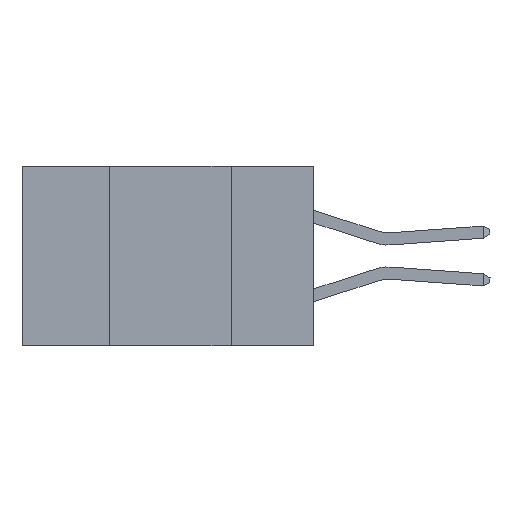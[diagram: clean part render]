
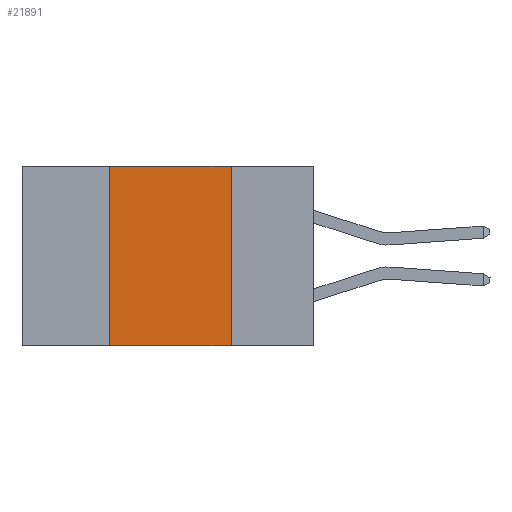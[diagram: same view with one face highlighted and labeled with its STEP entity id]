
A CAD part, left-side view. The second image highlights one B-rep face of the part: STEP entity #21891.
In plain terms, the highlighted planar face has unit normal (-1, 0, 0).
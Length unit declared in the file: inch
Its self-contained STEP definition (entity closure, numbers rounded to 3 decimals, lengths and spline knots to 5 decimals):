
#66 = CARTESIAN_POINT ( 'NONE',  ( 0., 0.42, 0. ) ) ;
#1303 = CARTESIAN_POINT ( 'NONE',  ( 0., 0.17, 0. ) ) ;
#2287 = ORIENTED_EDGE ( 'NONE', *, *, #4597, .T. ) ;
#4597 = EDGE_CURVE ( 'NONE', #22229, #7324, #17742, .T. ) ;
#5419 = CARTESIAN_POINT ( 'NONE',  ( 0., 0.6, -0.37 ) ) ;
#5553 = EDGE_CURVE ( 'NONE', #10380, #7324, #14277, .T. ) ;
#6198 = VERTEX_POINT ( 'NONE', #11867 ) ;
#6747 = CARTESIAN_POINT ( 'NONE',  ( 0., 0.42, -0.37 ) ) ;
#7072 = VECTOR ( 'NONE', #21587, 39.37008 ) ;
#7324 = VERTEX_POINT ( 'NONE', #22013 ) ;
#7369 = LINE ( 'NONE', #66, #7072 ) ;
#7679 = EDGE_CURVE ( 'NONE', #6198, #10380, #17072, .T. ) ;
#8277 = VECTOR ( 'NONE', #12995, 39.37008 ) ;
#8574 = EDGE_LOOP ( 'NONE', ( #17876, #12099, #15104, #2287 ) ) ;
#8668 = VECTOR ( 'NONE', #16285, 39.37008 ) ;
#8734 = DIRECTION ( 'NONE',  ( 0., 0., -1. ) ) ;
#9468 = VECTOR ( 'NONE', #8734, 39.37008 ) ;
#9628 = EDGE_CURVE ( 'NONE', #22229, #6198, #7369, .T. ) ;
#10380 = VERTEX_POINT ( 'NONE', #1303 ) ;
#11436 = CARTESIAN_POINT ( 'NONE',  ( 0., 0.6, 0. ) ) ;
#11678 = DIRECTION ( 'NONE',  ( 0., 0., -1. ) ) ;
#11867 = CARTESIAN_POINT ( 'NONE',  ( 0., 0.42, 0. ) ) ;
#12099 = ORIENTED_EDGE ( 'NONE', *, *, #7679, .F. ) ;
#12995 = DIRECTION ( 'NONE',  ( 0., -1., 0. ) ) ;
#14277 = LINE ( 'NONE', #20887, #9468 ) ;
#15104 = ORIENTED_EDGE ( 'NONE', *, *, #9628, .F. ) ;
#15154 = PLANE ( 'NONE',  #20758 ) ;
#16285 = DIRECTION ( 'NONE',  ( 0., -1., 0. ) ) ;
#16470 = FACE_OUTER_BOUND ( 'NONE', #8574, .T. ) ;
#17072 = LINE ( 'NONE', #20194, #8277 ) ;
#17742 = LINE ( 'NONE', #5419, #8668 ) ;
#17876 = ORIENTED_EDGE ( 'NONE', *, *, #5553, .F. ) ;
#18640 = DIRECTION ( 'NONE',  ( 1., 0., 0. ) ) ;
#20194 = CARTESIAN_POINT ( 'NONE',  ( 0., 0.6, 0. ) ) ;
#20758 = AXIS2_PLACEMENT_3D ( 'NONE', #11436, #18640, #11678 ) ;
#20887 = CARTESIAN_POINT ( 'NONE',  ( 0., 0.17, 0. ) ) ;
#21587 = DIRECTION ( 'NONE',  ( 0., 0., 1. ) ) ;
#21891 = ADVANCED_FACE ( 'NONE', ( #16470 ), #15154, .F. ) ;
#22013 = CARTESIAN_POINT ( 'NONE',  ( 0., 0.17, -0.37 ) ) ;
#22229 = VERTEX_POINT ( 'NONE', #6747 ) ;
